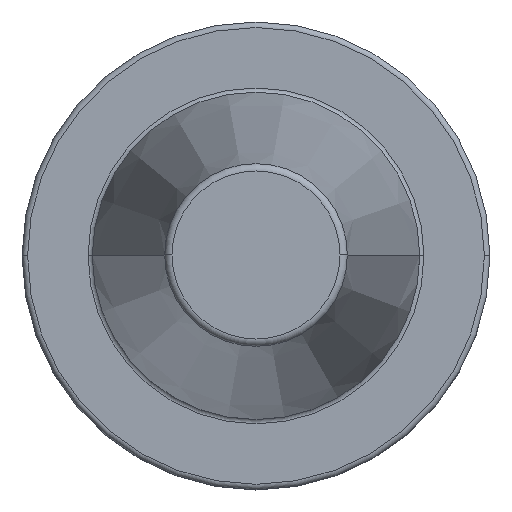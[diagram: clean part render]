
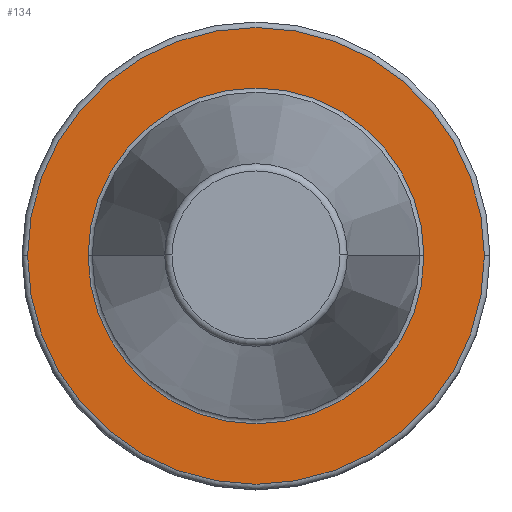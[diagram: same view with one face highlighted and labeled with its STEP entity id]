
A CAD part, top view. The second image highlights one B-rep face of the part: STEP entity #134.
In plain terms, the highlighted planar face has unit normal (0, 0, 1).
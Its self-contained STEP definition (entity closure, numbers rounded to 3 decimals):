
#35=FACE_BOUND('',#230,.T.);
#36=FACE_BOUND('',#231,.T.);
#44=PLANE('',#713);
#134=ADVANCED_FACE('',(#35,#36),#44,.T.);
#230=EDGE_LOOP('',(#349,#350));
#231=EDGE_LOOP('',(#351,#352));
#349=ORIENTED_EDGE('',*,*,#508,.T.);
#350=ORIENTED_EDGE('',*,*,#530,.T.);
#351=ORIENTED_EDGE('',*,*,#529,.F.);
#352=ORIENTED_EDGE('',*,*,#511,.F.);
#449=VERTEX_POINT('',#1079);
#450=VERTEX_POINT('',#1081);
#451=VERTEX_POINT('',#1085);
#452=VERTEX_POINT('',#1087);
#508=EDGE_CURVE('',#450,#449,#576,.T.);
#511=EDGE_CURVE('',#451,#452,#579,.T.);
#529=EDGE_CURVE('',#452,#451,#591,.T.);
#530=EDGE_CURVE('',#449,#450,#592,.T.);
#576=CIRCLE('',#684,31.);
#579=CIRCLE('',#688,22.79);
#591=CIRCLE('',#710,22.79);
#592=CIRCLE('',#712,31.);
#684=AXIS2_PLACEMENT_3D('',#1080,#856,#857);
#688=AXIS2_PLACEMENT_3D('',#1086,#864,#865);
#710=AXIS2_PLACEMENT_3D('',#1123,#914,#915);
#712=AXIS2_PLACEMENT_3D('',#1125,#918,#919);
#713=AXIS2_PLACEMENT_3D('',#1126,#920,#921);
#856=DIRECTION('',(0.,0.,1.));
#857=DIRECTION('',(1.,0.,0.));
#864=DIRECTION('',(0.,0.,1.));
#865=DIRECTION('',(1.,0.,0.));
#914=DIRECTION('',(0.,0.,1.));
#915=DIRECTION('',(1.,0.,0.));
#918=DIRECTION('',(0.,0.,1.));
#919=DIRECTION('',(1.,0.,0.));
#920=DIRECTION('',(0.,0.,1.));
#921=DIRECTION('',(-1.,0.,0.));
#1079=CARTESIAN_POINT('',(-31.,0.,-3.2));
#1080=CARTESIAN_POINT('',(0.,0.,-3.2));
#1081=CARTESIAN_POINT('',(31.,0.,-3.2));
#1085=CARTESIAN_POINT('',(-22.79,0.,-3.2));
#1086=CARTESIAN_POINT('',(0.,0.,-3.2));
#1087=CARTESIAN_POINT('',(22.79,0.,-3.2));
#1123=CARTESIAN_POINT('',(0.,0.,-3.2));
#1125=CARTESIAN_POINT('',(0.,0.,-3.2));
#1126=CARTESIAN_POINT('',(0.,22.79,-3.2));
